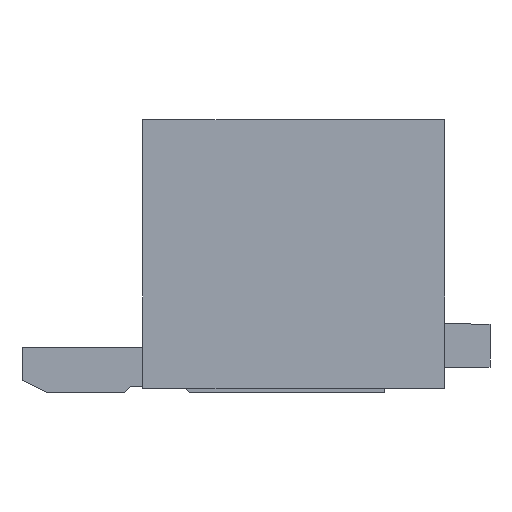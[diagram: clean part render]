
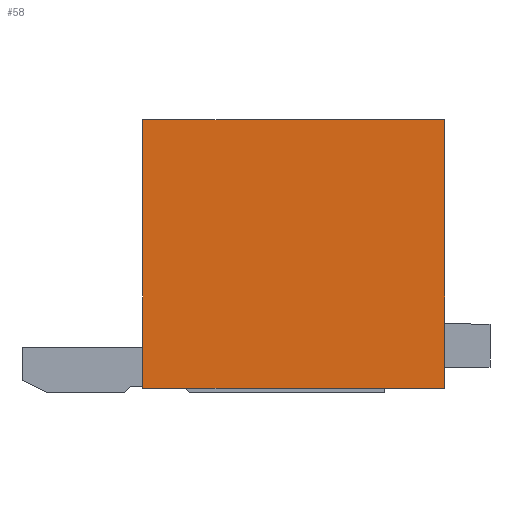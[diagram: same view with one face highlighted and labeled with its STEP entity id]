
A CAD part, left-side view. The second image highlights one B-rep face of the part: STEP entity #58.
In plain terms, the highlighted planar face has unit normal (-1, 0, 0).
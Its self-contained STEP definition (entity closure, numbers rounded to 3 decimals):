
#58=ADVANCED_FACE('',(#129),#130,.T.);
#129=FACE_OUTER_BOUND('',#256,.T.);
#130=PLANE('',#257);
#256=EDGE_LOOP('',(#452,#453,#454,#455));
#257=AXIS2_PLACEMENT_3D('',#456,#457,#458);
#452=ORIENTED_EDGE('',*,*,#940,.T.);
#453=ORIENTED_EDGE('',*,*,#918,.T.);
#454=ORIENTED_EDGE('',*,*,#956,.F.);
#455=ORIENTED_EDGE('',*,*,#947,.T.);
#456=CARTESIAN_POINT('',(-2.9,7.4,3.625));
#457=DIRECTION('',(-1.0,0.0,0.));
#458=DIRECTION('',(0.,0.0,1.0));
#918=EDGE_CURVE('',#1108,#1106,#1109,.T.);
#940=EDGE_CURVE('',#1144,#1108,#1148,.T.);
#947=EDGE_CURVE('',#1161,#1144,#1162,.T.);
#956=EDGE_CURVE('',#1161,#1106,#1178,.T.);
#1106=VERTEX_POINT('',#1409);
#1108=VERTEX_POINT('',#1412);
#1109=LINE('',#1413,#1414);
#1144=VERTEX_POINT('',#1468);
#1148=LINE('',#1474,#1475);
#1161=VERTEX_POINT('',#1494);
#1162=LINE('',#1495,#1496);
#1178=LINE('',#1520,#1521);
#1409=CARTESIAN_POINT('',(-2.9,2.4,3.625));
#1412=CARTESIAN_POINT('',(-2.9,2.4,-0.825));
#1413=CARTESIAN_POINT('',(-2.9,2.4,-40.43));
#1414=VECTOR('',#1834,1.0);
#1468=CARTESIAN_POINT('',(-2.9,7.4,-0.825));
#1474=CARTESIAN_POINT('',(-2.9,7.4,-0.825));
#1475=VECTOR('',#1856,1.0);
#1494=CARTESIAN_POINT('',(-2.9,7.4,3.625));
#1495=CARTESIAN_POINT('',(-2.9,7.4,3.625));
#1496=VECTOR('',#1863,1.0);
#1520=CARTESIAN_POINT('',(-2.9,7.4,3.625));
#1521=VECTOR('',#1872,1.0);
#1834=DIRECTION('',(0.0,0.0,1.0));
#1856=DIRECTION('',(0.0,-1.0,0.0));
#1863=DIRECTION('',(0.,0.0,-1.0));
#1872=DIRECTION('',(0.0,-1.0,0.0));
